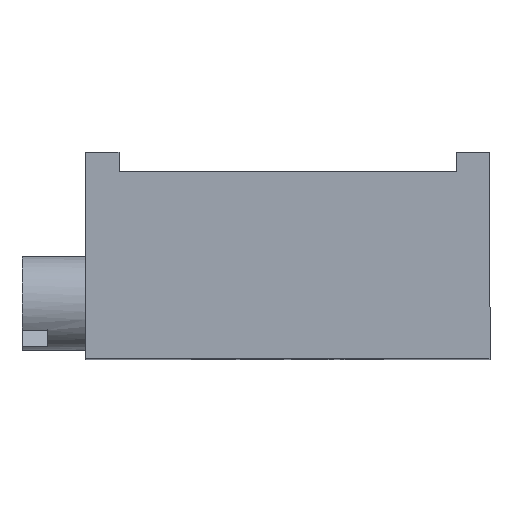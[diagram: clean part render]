
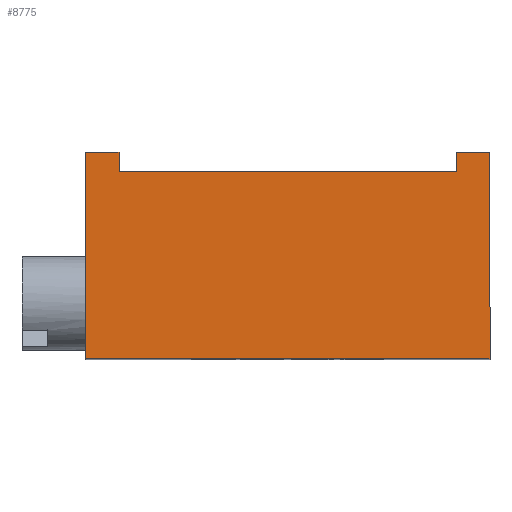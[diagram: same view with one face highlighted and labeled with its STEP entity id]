
A CAD part, top view. The second image highlights one B-rep face of the part: STEP entity #8775.
In plain terms, the highlighted planar face has unit normal (0, 0, 1).
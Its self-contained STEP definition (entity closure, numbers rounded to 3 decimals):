
#89 = VECTOR ( 'NONE', #3533, 1000. ) ;
#104 = ORIENTED_EDGE ( 'NONE', *, *, #3768, .T. ) ;
#633 = FACE_OUTER_BOUND ( 'NONE', #11477, .T. ) ;
#639 = LINE ( 'NONE', #16195, #17484 ) ;
#1171 = DIRECTION ( 'NONE',  ( 0., 1., 0. ) ) ;
#1405 = CARTESIAN_POINT ( 'NONE',  ( -4.75, 2.4, 10. ) ) ;
#1665 = EDGE_CURVE ( 'NONE', #17729, #8702, #2411, .T. ) ;
#2048 = CARTESIAN_POINT ( 'NONE',  ( -4.75, 2.4, 10. ) ) ;
#2134 = EDGE_CURVE ( 'NONE', #15870, #16891, #639, .T. ) ;
#2411 = LINE ( 'NONE', #8159, #18115 ) ;
#2420 = EDGE_CURVE ( 'NONE', #15026, #17729, #7223, .T. ) ;
#2713 = EDGE_CURVE ( 'NONE', #12162, #15870, #6548, .T. ) ;
#3099 = DIRECTION ( 'NONE',  ( -1., 0., 0. ) ) ;
#3459 = DIRECTION ( 'NONE',  ( 1., 0., 0. ) ) ;
#3533 = DIRECTION ( 'NONE',  ( -1., 0., 0. ) ) ;
#3768 = EDGE_CURVE ( 'NONE', #11418, #17934, #14965, .T. ) ;
#4297 = DIRECTION ( 'NONE',  ( 1., 0., 0. ) ) ;
#4408 = VECTOR ( 'NONE', #17941, 1000. ) ;
#4696 = DIRECTION ( 'NONE',  ( 0., 1., 0. ) ) ;
#6287 = CARTESIAN_POINT ( 'NONE',  ( -3.97, 1.95, 10. ) ) ;
#6334 = EDGE_CURVE ( 'NONE', #16891, #8702, #7437, .T. ) ;
#6393 = DIRECTION ( 'NONE',  ( 0., 1., 0. ) ) ;
#6548 = LINE ( 'NONE', #9559, #4408 ) ;
#7060 = ORIENTED_EDGE ( 'NONE', *, *, #1665, .F. ) ;
#7097 = ORIENTED_EDGE ( 'NONE', *, *, #17801, .T. ) ;
#7197 = ORIENTED_EDGE ( 'NONE', *, *, #2420, .F. ) ;
#7223 = LINE ( 'NONE', #9965, #9778 ) ;
#7437 = LINE ( 'NONE', #1405, #12003 ) ;
#8096 = CARTESIAN_POINT ( 'NONE',  ( -4.75, 2.4, 10. ) ) ;
#8159 = CARTESIAN_POINT ( 'NONE',  ( 3.97, 1.95, 10. ) ) ;
#8702 = VERTEX_POINT ( 'NONE', #15918 ) ;
#8775 = ADVANCED_FACE ( 'NONE', ( #633 ), #13237, .T. ) ;
#8931 = CARTESIAN_POINT ( 'NONE',  ( 0., 0., 10. ) ) ;
#8997 = CARTESIAN_POINT ( 'NONE',  ( -4.75, 2.4, 10. ) ) ;
#9503 = DIRECTION ( 'NONE',  ( 0., -1., 0. ) ) ;
#9559 = CARTESIAN_POINT ( 'NONE',  ( -4.75, -2.45, 10. ) ) ;
#9599 = EDGE_CURVE ( 'NONE', #15026, #11418, #13248, .T. ) ;
#9778 = VECTOR ( 'NONE', #4297, 1000. ) ;
#9965 = CARTESIAN_POINT ( 'NONE',  ( 3.97, 1.95, 10. ) ) ;
#10636 = CARTESIAN_POINT ( 'NONE',  ( 3.97, 1.95, 10. ) ) ;
#11098 = LINE ( 'NONE', #8096, #17238 ) ;
#11418 = VERTEX_POINT ( 'NONE', #13458 ) ;
#11477 = EDGE_LOOP ( 'NONE', ( #7060, #7197, #16938, #104, #7097, #14521, #11510, #14585 ) ) ;
#11510 = ORIENTED_EDGE ( 'NONE', *, *, #2134, .T. ) ;
#11943 = CARTESIAN_POINT ( 'NONE',  ( -3.97, 1.95, 10. ) ) ;
#12003 = VECTOR ( 'NONE', #3099, 1000. ) ;
#12162 = VERTEX_POINT ( 'NONE', #18475 ) ;
#12475 = CARTESIAN_POINT ( 'NONE',  ( 4.75, -2.45, 10. ) ) ;
#13237 = PLANE ( 'NONE',  #14884 ) ;
#13248 = LINE ( 'NONE', #11943, #16975 ) ;
#13458 = CARTESIAN_POINT ( 'NONE',  ( -3.97, 2.4, 10. ) ) ;
#14521 = ORIENTED_EDGE ( 'NONE', *, *, #2713, .T. ) ;
#14585 = ORIENTED_EDGE ( 'NONE', *, *, #6334, .T. ) ;
#14884 = AXIS2_PLACEMENT_3D ( 'NONE', #8931, #17691, #3459 ) ;
#14965 = LINE ( 'NONE', #8997, #89 ) ;
#15026 = VERTEX_POINT ( 'NONE', #6287 ) ;
#15870 = VERTEX_POINT ( 'NONE', #12475 ) ;
#15918 = CARTESIAN_POINT ( 'NONE',  ( 3.97, 2.4, 10. ) ) ;
#16195 = CARTESIAN_POINT ( 'NONE',  ( 4.75, 2.4, 10. ) ) ;
#16891 = VERTEX_POINT ( 'NONE', #18305 ) ;
#16938 = ORIENTED_EDGE ( 'NONE', *, *, #9599, .T. ) ;
#16975 = VECTOR ( 'NONE', #4696, 1000. ) ;
#17238 = VECTOR ( 'NONE', #9503, 1000. ) ;
#17484 = VECTOR ( 'NONE', #6393, 1000. ) ;
#17691 = DIRECTION ( 'NONE',  ( 0., 0., 1. ) ) ;
#17729 = VERTEX_POINT ( 'NONE', #10636 ) ;
#17801 = EDGE_CURVE ( 'NONE', #17934, #12162, #11098, .T. ) ;
#17934 = VERTEX_POINT ( 'NONE', #2048 ) ;
#17941 = DIRECTION ( 'NONE',  ( 1., 0., 0. ) ) ;
#18115 = VECTOR ( 'NONE', #1171, 1000. ) ;
#18305 = CARTESIAN_POINT ( 'NONE',  ( 4.75, 2.4, 10. ) ) ;
#18475 = CARTESIAN_POINT ( 'NONE',  ( -4.75, -2.45, 10. ) ) ;
